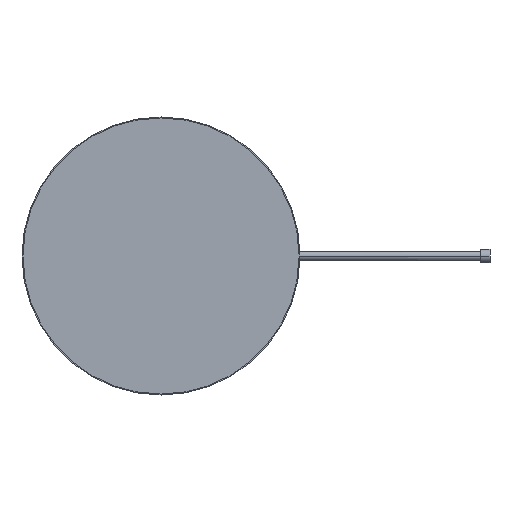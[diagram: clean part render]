
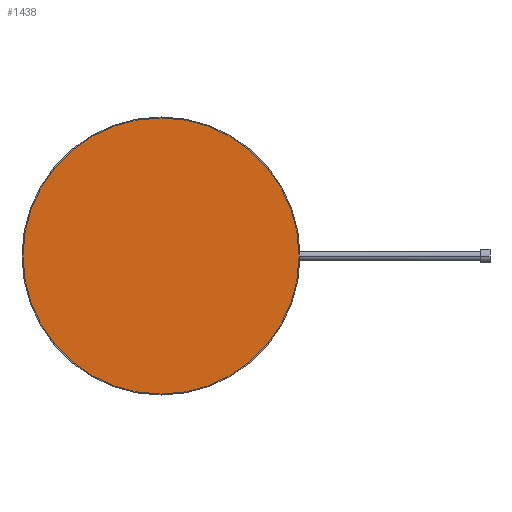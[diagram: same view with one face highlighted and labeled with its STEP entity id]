
A CAD part, front view. The second image highlights one B-rep face of the part: STEP entity #1438.
In plain terms, the highlighted planar face has unit normal (0, -1, 0).
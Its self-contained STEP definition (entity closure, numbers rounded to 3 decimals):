
#30 = PLANE ( 'NONE',  #845 ) ;
#76 = CARTESIAN_POINT ( 'NONE',  ( 0., 0., 0. ) ) ;
#80 = DIRECTION ( 'NONE',  ( 0., -1., 0. ) ) ;
#87 = DIRECTION ( 'NONE',  ( 0., 0., -1. ) ) ;
#121 = DIRECTION ( 'NONE',  ( 0., -1., 0. ) ) ;
#129 = DIRECTION ( 'NONE',  ( 0., 0., -1. ) ) ;
#135 = DIRECTION ( 'NONE',  ( 0., 0., -1. ) ) ;
#136 = CARTESIAN_POINT ( 'NONE',  ( 0., 0., 0. ) ) ;
#145 = DIRECTION ( 'NONE',  ( 0., -1., 0. ) ) ;
#153 = CARTESIAN_POINT ( 'NONE',  ( 0., 0., 0. ) ) ;
#323 = ORIENTED_EDGE ( 'NONE', *, *, #1265, .T. ) ;
#380 = ORIENTED_EDGE ( 'NONE', *, *, #1261, .T. ) ;
#538 = CIRCLE ( 'NONE', #1244, 149. ) ;
#571 = CIRCLE ( 'NONE', #1297, 149. ) ;
#590 = EDGE_LOOP ( 'NONE', ( #380, #323 ) ) ;
#622 = FACE_OUTER_BOUND ( 'NONE', #590, .T. ) ;
#845 = AXIS2_PLACEMENT_3D ( 'NONE', #76, #80, #87 ) ;
#1029 = CARTESIAN_POINT ( 'NONE',  ( 0., 0., -149. ) ) ;
#1067 = CARTESIAN_POINT ( 'NONE',  ( 0., 0., 149. ) ) ;
#1157 = VERTEX_POINT ( 'NONE', #1067 ) ;
#1170 = VERTEX_POINT ( 'NONE', #1029 ) ;
#1244 = AXIS2_PLACEMENT_3D ( 'NONE', #153, #145, #129 ) ;
#1261 = EDGE_CURVE ( 'NONE', #1170, #1157, #538, .T. ) ;
#1265 = EDGE_CURVE ( 'NONE', #1157, #1170, #571, .T. ) ;
#1297 = AXIS2_PLACEMENT_3D ( 'NONE', #136, #121, #135 ) ;
#1438 = ADVANCED_FACE ( 'NONE', ( #622 ), #30, .T. ) ;
